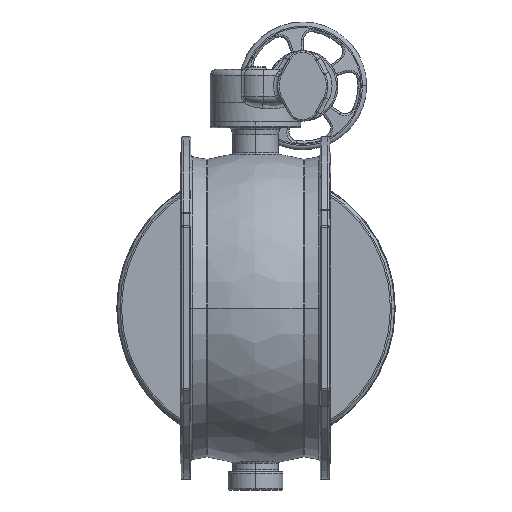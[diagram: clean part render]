
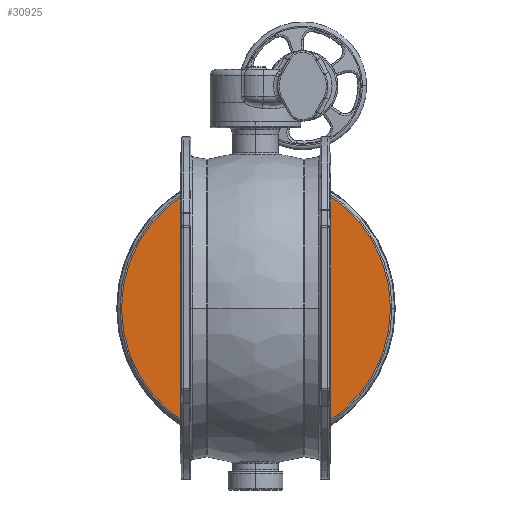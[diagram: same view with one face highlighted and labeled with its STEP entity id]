
A CAD part, front view. The second image highlights one B-rep face of the part: STEP entity #30925.
In plain terms, the highlighted planar face has unit normal (0, -1, 0).
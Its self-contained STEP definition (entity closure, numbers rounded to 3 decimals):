
#29667=CARTESIAN_POINT('',(0.,0.,0.));
#29668=DIRECTION('',(0.,1.,0.));
#29669=DIRECTION('',(1.,0.,0.));
#29670=AXIS2_PLACEMENT_3D('',#29667,#29668,#29669);
#29672=CARTESIAN_POINT('',(0.,0.,0.));
#29673=DIRECTION('',(0.,1.,0.));
#29674=DIRECTION('',(-1.,0.,0.));
#29675=AXIS2_PLACEMENT_3D('',#29672,#29673,#29674);
#29691=CARTESIAN_POINT('',(526.083,0.,
0.));
#29692=CARTESIAN_POINT('',(-526.083,0.,
0.));
#29693=VERTEX_POINT('',#29691);
#29694=VERTEX_POINT('',#29692);
#30916=CARTESIAN_POINT('',(0.,0.,0.));
#30917=DIRECTION('',(0.,-1.,0.));
#30918=DIRECTION('',(-1.,0.,0.));
#30919=AXIS2_PLACEMENT_3D('',#30916,#30917,#30918);
#30920=PLANE('',#30919);
#30921=ORIENTED_EDGE('',*,*,#30898,.T.);
#30922=ORIENTED_EDGE('',*,*,#30883,.T.);
#30923=EDGE_LOOP('',(#30921,#30922));
#30924=FACE_OUTER_BOUND('',#30923,.F.);
#30925=ADVANCED_FACE('',(#30924),#30920,.T.);
#29671=CIRCLE('',#29670,526.083);
#29676=CIRCLE('',#29675,526.083);
#30883=EDGE_CURVE('',#29694,#29693,#29676,.T.);
#30898=EDGE_CURVE('',#29693,#29694,#29671,.T.);
